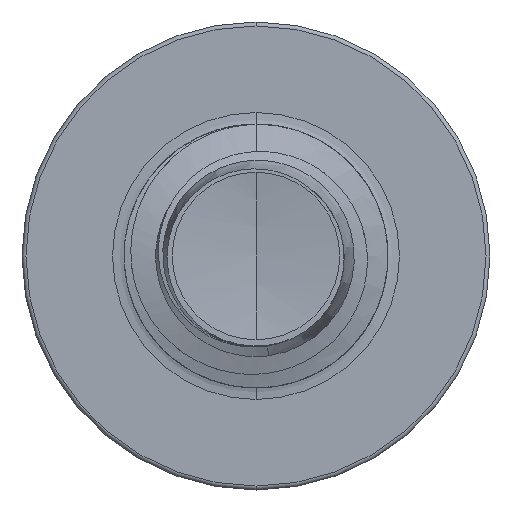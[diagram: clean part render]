
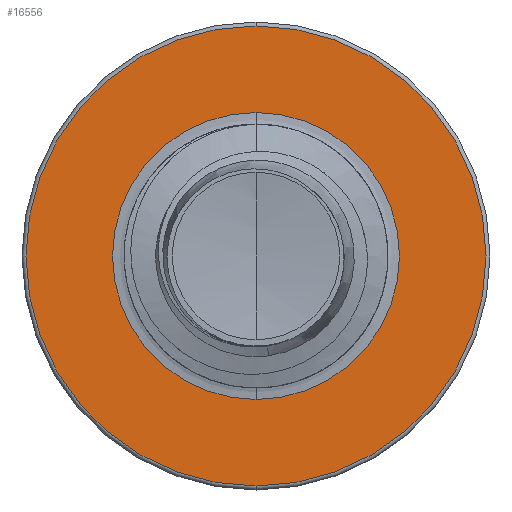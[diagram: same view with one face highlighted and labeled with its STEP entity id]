
A CAD part, front view. The second image highlights one B-rep face of the part: STEP entity #16556.
In plain terms, the highlighted planar face has unit normal (0, -1, 0).
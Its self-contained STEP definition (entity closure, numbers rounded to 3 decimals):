
#865 = FACE_OUTER_BOUND ( 'NONE', #16528, .T. ) ;
#990 = AXIS2_PLACEMENT_3D ( 'NONE', #2811, #2792, #2779 ) ;
#1777 = EDGE_CURVE ( 'NONE', #20959, #20761, #18334, .T. ) ;
#2011 = CARTESIAN_POINT ( 'NONE',  ( 0., 5.5, 0. ) ) ;
#2016 = DIRECTION ( 'NONE',  ( 0., 1., 0. ) ) ;
#2779 = DIRECTION ( 'NONE',  ( 0., 0., 1. ) ) ;
#2792 = DIRECTION ( 'NONE',  ( 0., 1., 0. ) ) ;
#2811 = CARTESIAN_POINT ( 'NONE',  ( 0., 5.5, 0. ) ) ;
#3069 = EDGE_CURVE ( 'NONE', #4957, #8374, #12093, .T. ) ;
#3883 = DIRECTION ( 'NONE',  ( 0., 0., 1. ) ) ;
#3975 = PLANE ( 'NONE',  #9792 ) ;
#4957 = VERTEX_POINT ( 'NONE', #18460 ) ;
#5027 = CIRCLE ( 'NONE', #9062, 1.917 ) ;
#5120 = ORIENTED_EDGE ( 'NONE', *, *, #3069, .T. ) ;
#5346 = EDGE_LOOP ( 'NONE', ( #9842, #5120 ) ) ;
#7070 = ORIENTED_EDGE ( 'NONE', *, *, #7820, .F. ) ;
#7404 = ORIENTED_EDGE ( 'NONE', *, *, #1777, .F. ) ;
#7793 = EDGE_CURVE ( 'NONE', #8374, #4957, #14172, .T. ) ;
#7820 = EDGE_CURVE ( 'NONE', #20761, #20959, #5027, .T. ) ;
#7964 = AXIS2_PLACEMENT_3D ( 'NONE', #18617, #9100, #20134 ) ;
#8291 = DIRECTION ( 'NONE',  ( 0., 1., 0. ) ) ;
#8374 = VERTEX_POINT ( 'NONE', #11726 ) ;
#9062 = AXIS2_PLACEMENT_3D ( 'NONE', #2011, #14185, #3883 ) ;
#9100 = DIRECTION ( 'NONE',  ( 0., 1., 0. ) ) ;
#9792 = AXIS2_PLACEMENT_3D ( 'NONE', #18688, #2016, #15747 ) ;
#9842 = ORIENTED_EDGE ( 'NONE', *, *, #7793, .T. ) ;
#11726 = CARTESIAN_POINT ( 'NONE',  ( 0., 5.5, 1.196 ) ) ;
#12093 = CIRCLE ( 'NONE', #18253, 1.196 ) ;
#13871 = FACE_BOUND ( 'NONE', #5346, .T. ) ;
#14172 = CIRCLE ( 'NONE', #7964, 1.196 ) ;
#14185 = DIRECTION ( 'NONE',  ( 0., 1., 0. ) ) ;
#15747 = DIRECTION ( 'NONE',  ( 0., 0., 1. ) ) ;
#16528 = EDGE_LOOP ( 'NONE', ( #7404, #7070 ) ) ;
#16556 = ADVANCED_FACE ( 'NONE', ( #865, #13871 ), #3975, .F. ) ;
#17873 = CARTESIAN_POINT ( 'NONE',  ( 0., 5.5, 0. ) ) ;
#18253 = AXIS2_PLACEMENT_3D ( 'NONE', #17873, #8291, #19365 ) ;
#18334 = CIRCLE ( 'NONE', #990, 1.917 ) ;
#18460 = CARTESIAN_POINT ( 'NONE',  ( 0., 5.5, -1.196 ) ) ;
#18617 = CARTESIAN_POINT ( 'NONE',  ( 0., 5.5, 0. ) ) ;
#18688 = CARTESIAN_POINT ( 'NONE',  ( 0., 5.5, -1.196 ) ) ;
#19349 = CARTESIAN_POINT ( 'NONE',  ( 0., 5.5, 1.917 ) ) ;
#19365 = DIRECTION ( 'NONE',  ( 0., 0., 1. ) ) ;
#20134 = DIRECTION ( 'NONE',  ( 0., 0., 1. ) ) ;
#20761 = VERTEX_POINT ( 'NONE', #20781 ) ;
#20781 = CARTESIAN_POINT ( 'NONE',  ( 0., 5.5, -1.917 ) ) ;
#20959 = VERTEX_POINT ( 'NONE', #19349 ) ;
